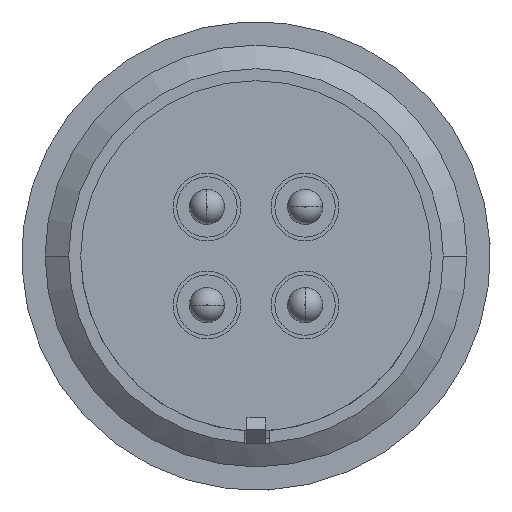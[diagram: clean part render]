
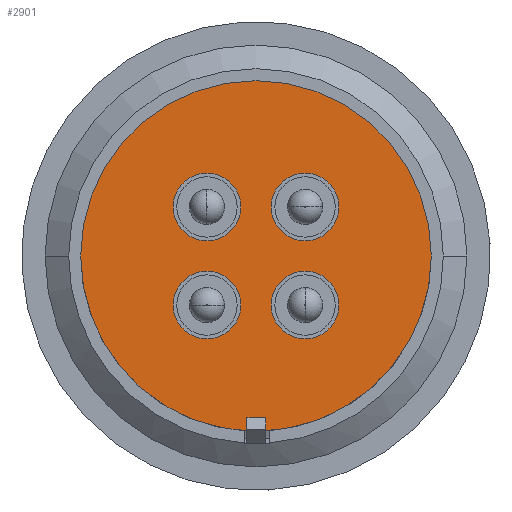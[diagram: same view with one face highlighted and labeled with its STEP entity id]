
A CAD part, front view. The second image highlights one B-rep face of the part: STEP entity #2901.
In plain terms, the highlighted planar face has unit normal (0, -1, 0).
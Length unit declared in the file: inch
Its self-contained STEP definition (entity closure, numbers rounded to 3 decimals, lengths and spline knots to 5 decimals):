
#13 = EDGE_LOOP ( 'NONE', ( #3644, #3570 ) ) ;
#61 = EDGE_LOOP ( 'NONE', ( #3711, #3725 ) ) ;
#67 = EDGE_LOOP ( 'NONE', ( #3613, #3643 ) ) ;
#351 = CARTESIAN_POINT ( 'NONE',  ( 0.13081, 0., 0.13081 ) ) ;
#352 = DIRECTION ( 'NONE',  ( 0., 1., 0. ) ) ;
#353 = DIRECTION ( 'NONE',  ( 0., 0., 1. ) ) ;
#506 = EDGE_LOOP ( 'NONE', ( #3537, #3743 ) ) ;
#669 = EDGE_CURVE ( 'NONE', #4538, #4488, #2022, .T. ) ;
#675 = EDGE_CURVE ( 'NONE', #4495, #4357, #1889, .T. ) ;
#684 = EDGE_CURVE ( 'NONE', #4423, #4512, #1346, .T. ) ;
#687 = EDGE_CURVE ( 'NONE', #4560, #4340, #1361, .T. ) ;
#693 = EDGE_CURVE ( 'NONE', #4508, #4440, #1947, .T. ) ;
#1005 = CARTESIAN_POINT ( 'NONE',  ( -0.13081, 0., 0.13081 ) ) ;
#1006 = DIRECTION ( 'NONE',  ( 0., 1., 0. ) ) ;
#1007 = DIRECTION ( 'NONE',  ( 0., 0., 1. ) ) ;
#1031 = CARTESIAN_POINT ( 'NONE',  ( -0.13081, 0., 0.04031 ) ) ;
#1042 = CARTESIAN_POINT ( 'NONE',  ( -0.04031, 0., -0.13081 ) ) ;
#1098 = CARTESIAN_POINT ( 'NONE',  ( 0.22131, 0., 0.13081 ) ) ;
#1114 = CARTESIAN_POINT ( 'NONE',  ( 0.13081, 0., -0.04031 ) ) ;
#1149 = CARTESIAN_POINT ( 'NONE',  ( 0.49, 0., 0. ) ) ;
#1160 = CARTESIAN_POINT ( 'NONE',  ( -0.22131, 0., -0.13081 ) ) ;
#1172 = CARTESIAN_POINT ( 'NONE',  ( 0.13081, 0., -0.22131 ) ) ;
#1176 = CARTESIAN_POINT ( 'NONE',  ( 0.04031, 0., 0.13081 ) ) ;
#1202 = CARTESIAN_POINT ( 'NONE',  ( -0.49, 0., 0. ) ) ;
#1224 = CARTESIAN_POINT ( 'NONE',  ( -0.13081, 0., 0.22131 ) ) ;
#1346 = CIRCLE ( 'NONE', #1732, 0.0905 ) ;
#1361 = CIRCLE ( 'NONE', #2011, 0.0905 ) ;
#1384 = AXIS2_PLACEMENT_3D ( 'NONE', #2494, #2495, #2496 ) ;
#1558 = CIRCLE ( 'NONE', #1636, 0.0905 ) ;
#1636 = AXIS2_PLACEMENT_3D ( 'NONE', #351, #352, #353 ) ;
#1640 = CIRCLE ( 'NONE', #1782, 0.0905 ) ;
#1649 = CIRCLE ( 'NONE', #1674, 0.0905 ) ;
#1674 = AXIS2_PLACEMENT_3D ( 'NONE', #2267, #2268, #2269 ) ;
#1732 = AXIS2_PLACEMENT_3D ( 'NONE', #2542, #2543, #2544 ) ;
#1776 = CIRCLE ( 'NONE', #1982, 0.49 ) ;
#1782 = AXIS2_PLACEMENT_3D ( 'NONE', #4148, #4149, #4150 ) ;
#1889 = CIRCLE ( 'NONE', #2042, 0.0905 ) ;
#1947 = CIRCLE ( 'NONE', #1995, 0.0905 ) ;
#1982 = AXIS2_PLACEMENT_3D ( 'NONE', #2337, #2338, #2339 ) ;
#1995 = AXIS2_PLACEMENT_3D ( 'NONE', #2567, #2568, #2569 ) ;
#2010 = AXIS2_PLACEMENT_3D ( 'NONE', #1005, #1006, #1007 ) ;
#2011 = AXIS2_PLACEMENT_3D ( 'NONE', #2550, #2551, #2552 ) ;
#2022 = CIRCLE ( 'NONE', #1384, 0.49 ) ;
#2042 = AXIS2_PLACEMENT_3D ( 'NONE', #2513, #2514, #2515 ) ;
#2062 = AXIS2_PLACEMENT_3D ( 'NONE', #4026, #4030, #4031 ) ;
#2102 = CIRCLE ( 'NONE', #2010, 0.0905 ) ;
#2267 = CARTESIAN_POINT ( 'NONE',  ( -0.13081, 0., -0.13081 ) ) ;
#2268 = DIRECTION ( 'NONE',  ( 0., 1., 0. ) ) ;
#2269 = DIRECTION ( 'NONE',  ( 0., 0., 1. ) ) ;
#2337 = CARTESIAN_POINT ( 'NONE',  ( 0., 0., 0. ) ) ;
#2338 = DIRECTION ( 'NONE',  ( 0., 1., 0. ) ) ;
#2339 = DIRECTION ( 'NONE',  ( 0., 0., -1. ) ) ;
#2392 = EDGE_LOOP ( 'NONE', ( #3730, #3703 ) ) ;
#2494 = CARTESIAN_POINT ( 'NONE',  ( 0., 0., 0. ) ) ;
#2495 = DIRECTION ( 'NONE',  ( 0., 1., 0. ) ) ;
#2496 = DIRECTION ( 'NONE',  ( 0., 0., -1. ) ) ;
#2513 = CARTESIAN_POINT ( 'NONE',  ( -0.13081, 0., -0.13081 ) ) ;
#2514 = DIRECTION ( 'NONE',  ( 0., 1., 0. ) ) ;
#2515 = DIRECTION ( 'NONE',  ( 0., 0., 1. ) ) ;
#2542 = CARTESIAN_POINT ( 'NONE',  ( 0.13081, 0., 0.13081 ) ) ;
#2543 = DIRECTION ( 'NONE',  ( 0., 1., 0. ) ) ;
#2544 = DIRECTION ( 'NONE',  ( 0., 0., 1. ) ) ;
#2550 = CARTESIAN_POINT ( 'NONE',  ( -0.13081, 0., 0.13081 ) ) ;
#2551 = DIRECTION ( 'NONE',  ( 0., 1., 0. ) ) ;
#2552 = DIRECTION ( 'NONE',  ( 0., 0., 1. ) ) ;
#2567 = CARTESIAN_POINT ( 'NONE',  ( 0.13081, 0., -0.13081 ) ) ;
#2568 = DIRECTION ( 'NONE',  ( 0., 1., 0. ) ) ;
#2569 = DIRECTION ( 'NONE',  ( 0., 0., 1. ) ) ;
#2802 = EDGE_CURVE ( 'NONE', #4440, #4508, #1640, .T. ) ;
#2901 = ADVANCED_FACE ( 'NONE', ( #4020, #4021, #4027, #4016, #4019 ), #4029, .T. ) ;
#2951 = EDGE_CURVE ( 'NONE', #4512, #4423, #1558, .T. ) ;
#3079 = EDGE_CURVE ( 'NONE', #4357, #4495, #1649, .T. ) ;
#3103 = EDGE_CURVE ( 'NONE', #4488, #4538, #1776, .T. ) ;
#3121 = EDGE_CURVE ( 'NONE', #4340, #4560, #2102, .T. ) ;
#3537 = ORIENTED_EDGE ( 'NONE', *, *, #687, .T. ) ;
#3570 = ORIENTED_EDGE ( 'NONE', *, *, #2802, .T. ) ;
#3613 = ORIENTED_EDGE ( 'NONE', *, *, #684, .T. ) ;
#3643 = ORIENTED_EDGE ( 'NONE', *, *, #2951, .T. ) ;
#3644 = ORIENTED_EDGE ( 'NONE', *, *, #693, .T. ) ;
#3703 = ORIENTED_EDGE ( 'NONE', *, *, #669, .F. ) ;
#3711 = ORIENTED_EDGE ( 'NONE', *, *, #675, .T. ) ;
#3725 = ORIENTED_EDGE ( 'NONE', *, *, #3079, .T. ) ;
#3730 = ORIENTED_EDGE ( 'NONE', *, *, #3103, .F. ) ;
#3743 = ORIENTED_EDGE ( 'NONE', *, *, #3121, .T. ) ;
#4016 = FACE_BOUND ( 'NONE', #13, .T. ) ;
#4019 = FACE_BOUND ( 'NONE', #506, .T. ) ;
#4020 = FACE_OUTER_BOUND ( 'NONE', #2392, .T. ) ;
#4021 = FACE_BOUND ( 'NONE', #67, .T. ) ;
#4026 = CARTESIAN_POINT ( 'NONE',  ( 0.4121, 0., -0.22074 ) ) ;
#4027 = FACE_BOUND ( 'NONE', #61, .T. ) ;
#4029 = PLANE ( 'NONE',  #2062 ) ;
#4030 = DIRECTION ( 'NONE',  ( 0., -1., 0. ) ) ;
#4031 = DIRECTION ( 'NONE',  ( -0.472, 0., -0.882 ) ) ;
#4148 = CARTESIAN_POINT ( 'NONE',  ( 0.13081, 0., -0.13081 ) ) ;
#4149 = DIRECTION ( 'NONE',  ( 0., 1., 0. ) ) ;
#4150 = DIRECTION ( 'NONE',  ( 0., 0., 1. ) ) ;
#4340 = VERTEX_POINT ( 'NONE', #1031 ) ;
#4357 = VERTEX_POINT ( 'NONE', #1042 ) ;
#4423 = VERTEX_POINT ( 'NONE', #1098 ) ;
#4440 = VERTEX_POINT ( 'NONE', #1114 ) ;
#4488 = VERTEX_POINT ( 'NONE', #1149 ) ;
#4495 = VERTEX_POINT ( 'NONE', #1160 ) ;
#4508 = VERTEX_POINT ( 'NONE', #1172 ) ;
#4512 = VERTEX_POINT ( 'NONE', #1176 ) ;
#4538 = VERTEX_POINT ( 'NONE', #1202 ) ;
#4560 = VERTEX_POINT ( 'NONE', #1224 ) ;
